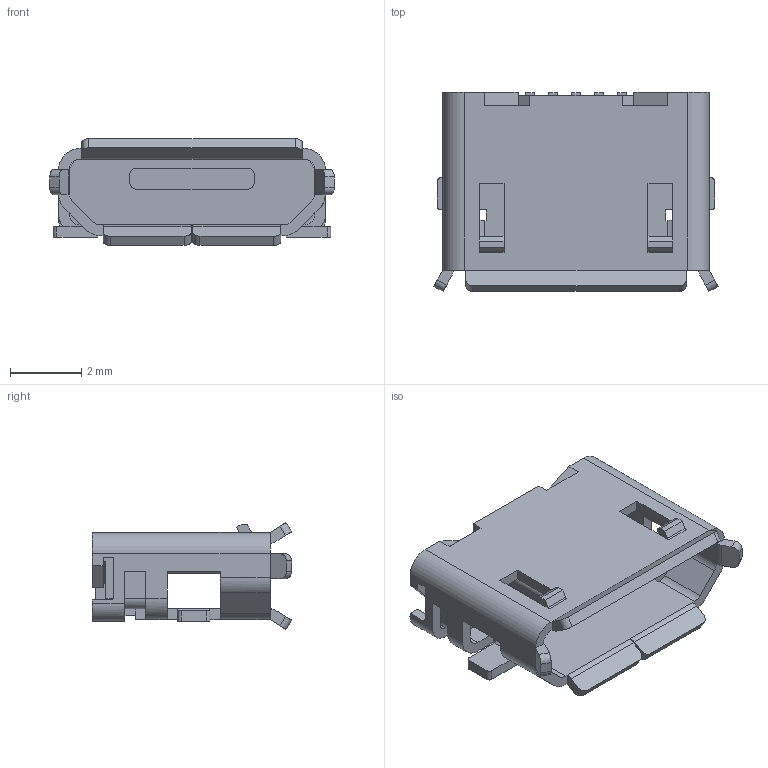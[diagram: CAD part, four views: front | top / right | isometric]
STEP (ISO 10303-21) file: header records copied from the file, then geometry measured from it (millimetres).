
FILE_DESCRIPTION (( 'STEP AP214' ), '1' );
FILE_NAME ('UB-MC5BR3-SD204-4S_NMP.STEP', '2010-07-13T04:16:27', ( ' ' ), ( ' ' ), 'SwSTEP 2.0', 'SolidWorks 2006303', '' );
FILE_SCHEMA (( 'AUTOMOTIVE_DESIGN' ));
Length unit declared in the file: millimetre
Products named in the file (1): UB-MC5BR3-SD204-4S_NMP
Bounding box: 8 x 5.6 x 3 mm (x, y, z)
Volume: 47.2 mm3; surface area: 239.4 mm2
Topology: 1 solids, 1 shells, 248 faces, 703 edges, 454 vertices
Faces by surface type: plane 186, cylinder 62
Entity records: 10820 total; most frequent: CARTESIAN_POINT 1757, ORIENTED_EDGE 1406, DIRECTION 1170, EDGE_CURVE 703, VECTOR 572, LINE 572, VERTEX_POINT 454, AXIS2_PLACEMENT_3D 299
